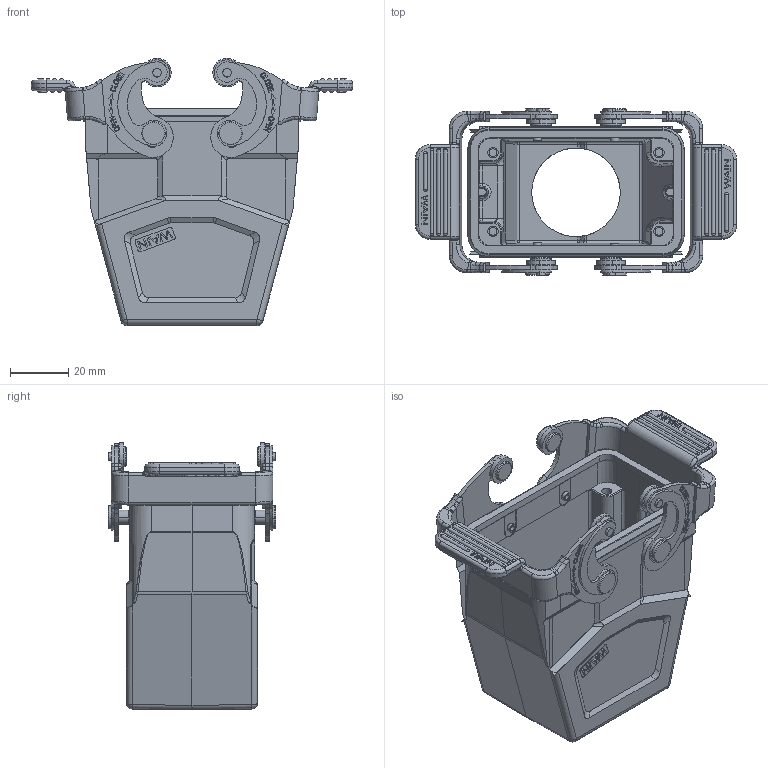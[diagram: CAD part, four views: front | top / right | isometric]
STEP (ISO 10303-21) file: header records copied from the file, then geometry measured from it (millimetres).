
FILE_DESCRIPTION((''),'2;1');
FILE_NAME('W10B-BEH','2017-10-11T',('sy.ji'),(''),'PRO/ENGINEER BY PARAMETRIC TECHNOLOGY CORPORATION, 2014310','PRO/ENGINEER BY PARAMETRIC TECHNOLOGY CORPORATION, 2014310','');
FILE_SCHEMA(('CONFIG_CONTROL_DESIGN'));
Products named in the file (1): W10B-BEH
Bounding box: 110.3 x 57.5 x 91.71 mm (x, y, z)
Volume: 78707.7 mm3; surface area: 52934.4 mm2
Topology: 1 solids, 4 shells, 1802 faces, 4838 edges, 3174 vertices
Faces by surface type: plane 894, cylinder 422, extrusion 182, bspline 121, torus 69, cone 62, sphere 52
Entity records: 72318 total; most frequent: CARTESIAN_POINT 20508, ORIENTED_EDGE 9569, DIRECTION 8290, EDGE_CURVE 4808, VERTEX_POINT 3174, VECTOR 2940, LINE 2758, AXIS2_PLACEMENT_3D 2675
